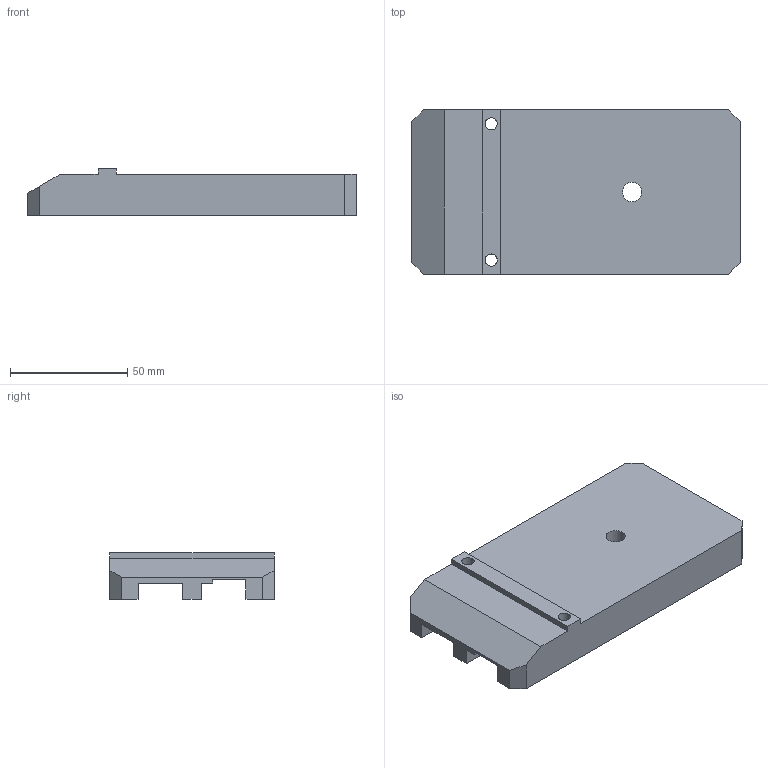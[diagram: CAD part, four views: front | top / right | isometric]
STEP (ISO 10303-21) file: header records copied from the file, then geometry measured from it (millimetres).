
FILE_DESCRIPTION( ( 'Unknown' ), '1' );
FILE_NAME( 'Support guide scie.stp', 'Unknown', ( 'Unknown' ), ( 'Unknown' ), 'XStep 1.0', 'Unknown', ' ' );
FILE_SCHEMA( ( 'CONFIG_CONTROL_DESIGN' ) );
Length unit declared in the file: millimetre
Products named in the file (1): 1
Bounding box: 140 x 70 x 20 mm (x, y, z)
Volume: 125092.7 mm3; surface area: 30803.8 mm2
Topology: 1 solids, 1 shells, 34 faces, 98 edges, 66 vertices
Faces by surface type: plane 29, cylinder 3, cone 2
Full cylindrical faces by diameter (mm): 5.2 x2, 8.2 x1
Entity records: 1102 total; most frequent: CARTESIAN_POINT 186, ORIENTED_EDGE 178, DIRECTION 167, EDGE_CURVE 89, LINE 81, VECTOR 81, VERTEX_POINT 62, EDGE_LOOP 45
